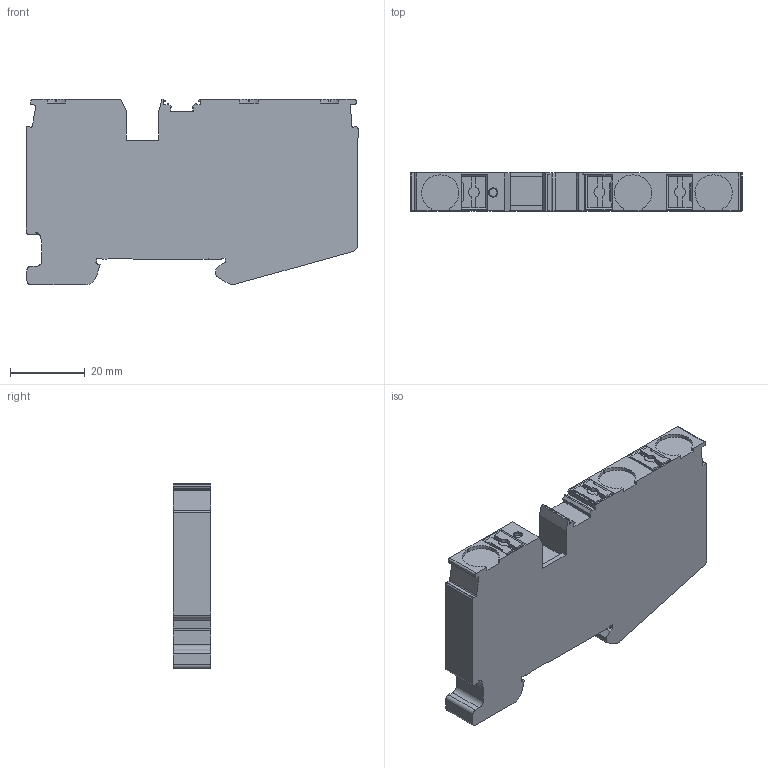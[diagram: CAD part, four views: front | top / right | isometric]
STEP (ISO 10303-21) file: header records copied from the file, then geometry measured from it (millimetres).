
FILE_DESCRIPTION( ( 'STEP AP203' ), '1' );
FILE_NAME( 'DPT10-3-PE-20221229.stp', '2022-12-29T02:26:30', ( ' ' ), ( ' ' ), 'XStep 1.0', ' ', ' ' );
FILE_SCHEMA( ( 'CONFIG_CONTROL_DESIGN) ( )' ) );
Length unit declared in the file: metre
Products named in the file (1): 1
Bounding box: 88.9 x 10.15 x 49.6 mm (x, y, z)
Volume: 38626.4 mm3; surface area: 11261.7 mm2
Topology: 1 solids, 1 shells, 238 faces, 663 edges, 438 vertices
Faces by surface type: plane 180, cylinder 56, torus 1, cone 1
Full cylindrical faces by diameter (mm): 2.1 x1
Entity records: 7594 total; most frequent: CARTESIAN_POINT 1344, ORIENTED_EDGE 1320, DIRECTION 1250, EDGE_CURVE 660, LINE 544, VECTOR 544, VERTEX_POINT 437, AXIS2_PLACEMENT_3D 353
